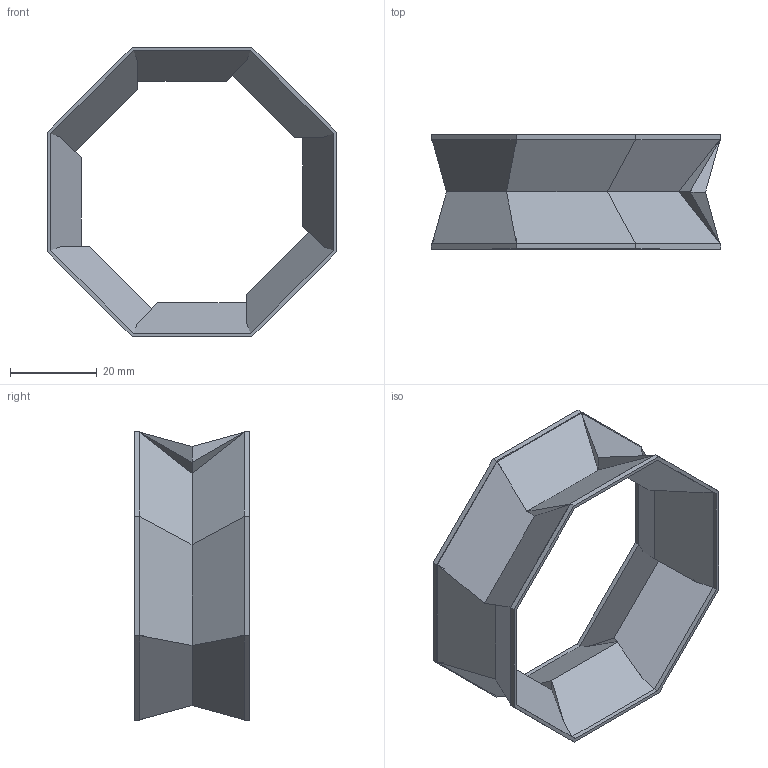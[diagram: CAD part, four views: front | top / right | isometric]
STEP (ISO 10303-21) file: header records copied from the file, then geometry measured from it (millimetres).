
FILE_DESCRIPTION(/* description */ (''),/* implementation_level */ '2;1');
FILE_NAME(/* name */ 'OV-PAM_q_6.5mm_1F.stp',/* time_stamp */ '2023-08-31T14:11:14+09:00',/* author */ ('jsw'),/* organization */ (''),/* preprocessor_version */ 'ST-DEVELOPER v19.2',/* originating_system */ 'Autodesk Inventor 2024',/* authorisation */ '');
FILE_SCHEMA (('AUTOMOTIVE_DESIGN { 1 0 10303 214 3 1 1 }'));
Length unit declared in the file: millimetre
Products named in the file (1): 팔각형 OV-PAM 층 한개
Bounding box: 66.78 x 26.4 x 66.78 mm (x, y, z)
Volume: 3916.5 mm3; surface area: 13156.4 mm2
Topology: 1 solids, 1 shells, 100 faces, 224 edges, 128 vertices
Faces by surface type: plane 100
Entity records: 2683 total; most frequent: CARTESIAN_POINT 453, ORIENTED_EDGE 448, DIRECTION 426, LINE 224, VECTOR 224, EDGE_CURVE 224, VERTEX_POINT 128, EDGE_LOOP 104
